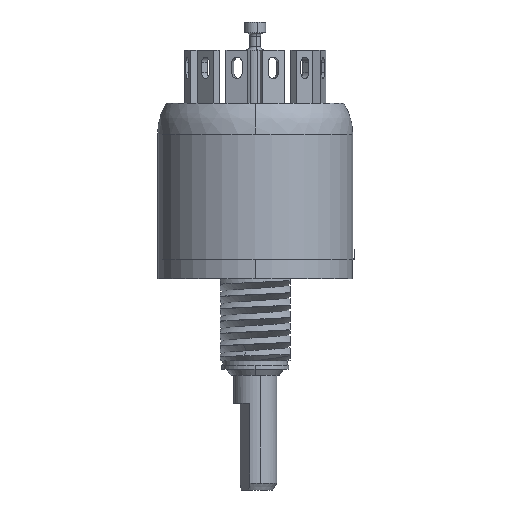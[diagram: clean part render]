
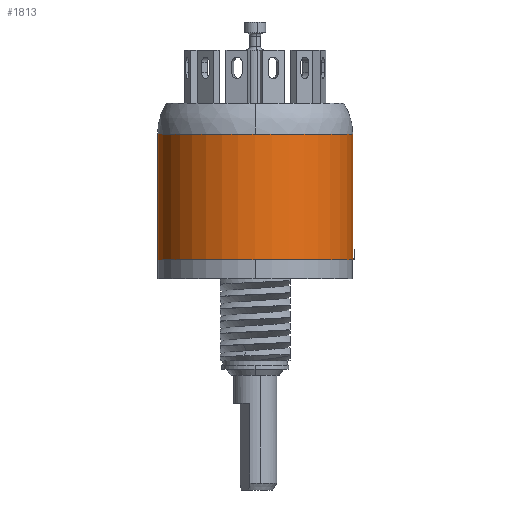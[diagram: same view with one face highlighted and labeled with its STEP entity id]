
A CAD part, front view. The second image highlights one B-rep face of the part: STEP entity #1813.
In plain terms, the highlighted cylindrical face has radius 7.163 mm (diameter 14.326 mm), a partial arc.
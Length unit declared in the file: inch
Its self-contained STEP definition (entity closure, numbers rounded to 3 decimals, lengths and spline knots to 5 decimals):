
#390=CARTESIAN_POINT('',(0.,0.,0.325));
#391=DIRECTION('',(0.,0.,-1.));
#392=DIRECTION('',(0.,-1.,0.));
#393=AXIS2_PLACEMENT_3D('',#390,#391,#392);
#395=CARTESIAN_POINT('',(0.,0.,0.325));
#396=DIRECTION('',(0.,0.,-1.));
#397=DIRECTION('',(1.,0.,0.));
#398=AXIS2_PLACEMENT_3D('',#395,#396,#397);
#400=DIRECTION('',(0.,0.,-1.));
#401=VECTOR('',#400,0.03);
#402=CARTESIAN_POINT('',(0.282,0.,-0.008));
#403=LINE('',#402,#401);
#404=CARTESIAN_POINT('',(0.,0.,-0.038));
#405=DIRECTION('',(0.,0.,-1.));
#406=DIRECTION('',(1.,0.,0.));
#407=AXIS2_PLACEMENT_3D('',#404,#405,#406);
#642=DIRECTION('',(0.,0.,-1.));
#643=VECTOR('',#642,0.363);
#644=CARTESIAN_POINT('',(-0.282,0.,0.325));
#645=LINE('',#644,#643);
#656=DIRECTION('',(0.,0.,-1.));
#657=VECTOR('',#656,0.333);
#658=CARTESIAN_POINT('',(0.282,0.,0.325));
#659=LINE('',#658,#657);
#1562=CARTESIAN_POINT('',(0.282,0.,-0.038));
#1563=CARTESIAN_POINT('',(-0.282,0.,-0.038));
#1564=VERTEX_POINT('',#1562);
#1565=VERTEX_POINT('',#1563);
#1568=CARTESIAN_POINT('',(0.282,0.,-0.008));
#1569=VERTEX_POINT('',#1568);
#1590=CARTESIAN_POINT('',(0.,-0.282,0.325));
#1591=CARTESIAN_POINT('',(-0.282,0.,0.325));
#1592=VERTEX_POINT('',#1590);
#1593=VERTEX_POINT('',#1591);
#1594=CARTESIAN_POINT('',(0.282,0.,0.325));
#1595=VERTEX_POINT('',#1594);
#1794=CARTESIAN_POINT('',(0.,0.,0.45225));
#1795=DIRECTION('',(0.,0.,-1.));
#1796=DIRECTION('',(1.,0.,0.));
#1797=AXIS2_PLACEMENT_3D('',#1794,#1795,#1796);
#1798=CYLINDRICAL_SURFACE('',#1797,0.282);
#1800=ORIENTED_EDGE('',*,*,#1799,.F.);
#1802=ORIENTED_EDGE('',*,*,#1801,.F.);
#1804=ORIENTED_EDGE('',*,*,#1803,.T.);
#1806=ORIENTED_EDGE('',*,*,#1805,.T.);
#1808=ORIENTED_EDGE('',*,*,#1807,.T.);
#1810=ORIENTED_EDGE('',*,*,#1809,.F.);
#1811=EDGE_LOOP('',(#1800,#1802,#1804,#1806,#1808,#1810));
#1812=FACE_OUTER_BOUND('',#1811,.F.);
#1813=ADVANCED_FACE('',(#1812),#1798,.T.);
#394=CIRCLE('',#393,0.282);
#399=CIRCLE('',#398,0.282);
#408=CIRCLE('',#407,0.282);
#1799=EDGE_CURVE('',#1592,#1593,#394,.T.);
#1801=EDGE_CURVE('',#1595,#1592,#399,.T.);
#1803=EDGE_CURVE('',#1595,#1569,#659,.T.);
#1805=EDGE_CURVE('',#1569,#1564,#403,.T.);
#1807=EDGE_CURVE('',#1564,#1565,#408,.T.);
#1809=EDGE_CURVE('',#1593,#1565,#645,.T.);
